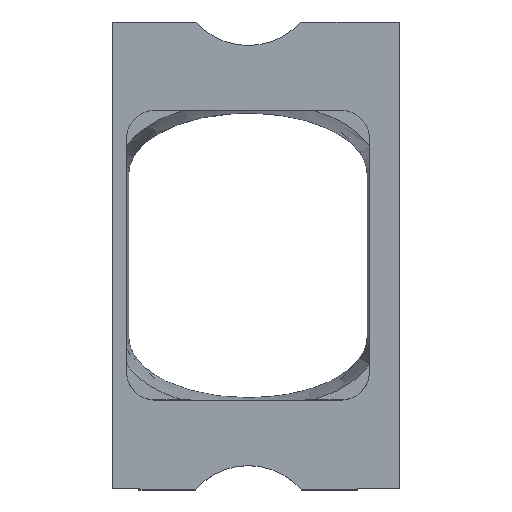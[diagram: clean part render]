
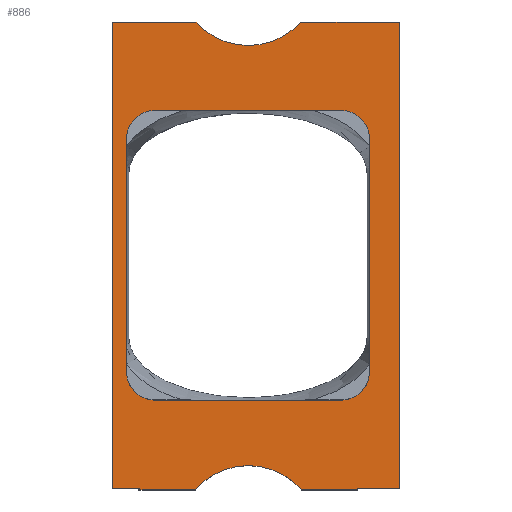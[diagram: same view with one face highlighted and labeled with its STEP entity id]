
A CAD part, top view. The second image highlights one B-rep face of the part: STEP entity #886.
In plain terms, the highlighted planar face has unit normal (0, 0, 1).
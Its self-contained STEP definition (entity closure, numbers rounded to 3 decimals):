
#16=FACE_BOUND('',#172,.T.);
#31=CIRCLE('',#914,1.2);
#32=CIRCLE('',#916,1.2);
#33=CIRCLE('',#918,1.2);
#34=CIRCLE('',#921,1.2);
#36=CIRCLE('',#927,8.5);
#38=CIRCLE('',#932,5.075);
#40=CIRCLE('',#936,3.);
#42=CIRCLE('',#940,5.075);
#44=CIRCLE('',#946,5.075);
#46=CIRCLE('',#950,3.);
#48=CIRCLE('',#954,5.075);
#74=PLANE('',#958);
#122=FACE_OUTER_BOUND('',#171,.T.);
#171=EDGE_LOOP('',(#801,#802,#803,#804,#805,#806,#807,#808,#809,#810,#811,
#812,#813,#814,#815,#816,#817,#818));
#172=EDGE_LOOP('',(#819,#820,#821,#822,#823,#824,#825,#826));
#189=LINE('',#1626,#271);
#194=LINE('',#1636,#276);
#201=LINE('',#1656,#283);
#212=LINE('',#1782,#294);
#215=LINE('',#1833,#297);
#220=LINE('',#1847,#302);
#223=LINE('',#1853,#305);
#227=LINE('',#1865,#309);
#231=LINE('',#1877,#313);
#235=LINE('',#1889,#317);
#238=LINE('',#1895,#320);
#241=LINE('',#1901,#323);
#245=LINE('',#1913,#327);
#249=LINE('',#1925,#331);
#253=LINE('',#1936,#335);
#271=VECTOR('',#983,10.);
#276=VECTOR('',#990,10.);
#283=VECTOR('',#1011,10.);
#294=VECTOR('',#1038,10.);
#297=VECTOR('',#1053,10.);
#302=VECTOR('',#1066,10.);
#305=VECTOR('',#1071,10.);
#309=VECTOR('',#1083,10.);
#313=VECTOR('',#1095,10.);
#317=VECTOR('',#1107,10.);
#320=VECTOR('',#1112,10.);
#323=VECTOR('',#1117,10.);
#327=VECTOR('',#1129,10.);
#331=VECTOR('',#1141,10.);
#335=VECTOR('',#1153,10.);
#386=VERTEX_POINT('',#1623);
#387=VERTEX_POINT('',#1625);
#390=VERTEX_POINT('',#1633);
#391=VERTEX_POINT('',#1635);
#396=VERTEX_POINT('',#1653);
#397=VERTEX_POINT('',#1655);
#403=VERTEX_POINT('',#1774);
#405=VERTEX_POINT('',#1780);
#407=VERTEX_POINT('',#1831);
#408=VERTEX_POINT('',#1832);
#411=VERTEX_POINT('',#1840);
#413=VERTEX_POINT('',#1846);
#415=VERTEX_POINT('',#1852);
#417=VERTEX_POINT('',#1858);
#419=VERTEX_POINT('',#1864);
#421=VERTEX_POINT('',#1870);
#423=VERTEX_POINT('',#1876);
#425=VERTEX_POINT('',#1882);
#427=VERTEX_POINT('',#1888);
#429=VERTEX_POINT('',#1894);
#431=VERTEX_POINT('',#1900);
#433=VERTEX_POINT('',#1906);
#435=VERTEX_POINT('',#1912);
#437=VERTEX_POINT('',#1918);
#439=VERTEX_POINT('',#1924);
#441=VERTEX_POINT('',#1930);
#479=EDGE_CURVE('',#387,#386,#189,.T.);
#484=EDGE_CURVE('',#391,#390,#194,.T.);
#494=EDGE_CURVE('',#397,#396,#201,.T.);
#505=EDGE_CURVE('',#386,#391,#31,.T.);
#506=EDGE_CURVE('',#390,#397,#32,.T.);
#507=EDGE_CURVE('',#396,#403,#33,.T.);
#511=EDGE_CURVE('',#403,#405,#212,.T.);
#512=EDGE_CURVE('',#405,#387,#34,.T.);
#517=EDGE_CURVE('',#407,#408,#215,.T.);
#521=EDGE_CURVE('',#407,#411,#36,.T.);
#524=EDGE_CURVE('',#413,#411,#220,.T.);
#527=EDGE_CURVE('',#415,#413,#223,.T.);
#530=EDGE_CURVE('',#417,#415,#38,.T.);
#533=EDGE_CURVE('',#419,#417,#227,.T.);
#536=EDGE_CURVE('',#419,#421,#40,.T.);
#539=EDGE_CURVE('',#423,#421,#231,.T.);
#542=EDGE_CURVE('',#425,#423,#42,.T.);
#545=EDGE_CURVE('',#427,#425,#235,.T.);
#548=EDGE_CURVE('',#429,#427,#238,.T.);
#551=EDGE_CURVE('',#431,#429,#241,.T.);
#554=EDGE_CURVE('',#433,#431,#44,.T.);
#557=EDGE_CURVE('',#435,#433,#245,.T.);
#560=EDGE_CURVE('',#435,#437,#46,.T.);
#563=EDGE_CURVE('',#439,#437,#249,.T.);
#566=EDGE_CURVE('',#441,#439,#48,.T.);
#569=EDGE_CURVE('',#408,#441,#253,.T.);
#801=ORIENTED_EDGE('',*,*,#569,.F.);
#802=ORIENTED_EDGE('',*,*,#517,.F.);
#803=ORIENTED_EDGE('',*,*,#521,.T.);
#804=ORIENTED_EDGE('',*,*,#524,.F.);
#805=ORIENTED_EDGE('',*,*,#527,.F.);
#806=ORIENTED_EDGE('',*,*,#530,.F.);
#807=ORIENTED_EDGE('',*,*,#533,.F.);
#808=ORIENTED_EDGE('',*,*,#536,.T.);
#809=ORIENTED_EDGE('',*,*,#539,.F.);
#810=ORIENTED_EDGE('',*,*,#542,.F.);
#811=ORIENTED_EDGE('',*,*,#545,.F.);
#812=ORIENTED_EDGE('',*,*,#548,.F.);
#813=ORIENTED_EDGE('',*,*,#551,.F.);
#814=ORIENTED_EDGE('',*,*,#554,.F.);
#815=ORIENTED_EDGE('',*,*,#557,.F.);
#816=ORIENTED_EDGE('',*,*,#560,.T.);
#817=ORIENTED_EDGE('',*,*,#563,.F.);
#818=ORIENTED_EDGE('',*,*,#566,.F.);
#819=ORIENTED_EDGE('',*,*,#479,.T.);
#820=ORIENTED_EDGE('',*,*,#505,.T.);
#821=ORIENTED_EDGE('',*,*,#484,.T.);
#822=ORIENTED_EDGE('',*,*,#506,.T.);
#823=ORIENTED_EDGE('',*,*,#494,.T.);
#824=ORIENTED_EDGE('',*,*,#507,.T.);
#825=ORIENTED_EDGE('',*,*,#511,.T.);
#826=ORIENTED_EDGE('',*,*,#512,.T.);
#886=ADVANCED_FACE('',(#122,#16),#74,.F.);
#914=AXIS2_PLACEMENT_3D('',#1770,#1023,#1024);
#916=AXIS2_PLACEMENT_3D('',#1772,#1027,#1028);
#918=AXIS2_PLACEMENT_3D('',#1775,#1031,#1032);
#921=AXIS2_PLACEMENT_3D('',#1784,#1041,#1042);
#927=AXIS2_PLACEMENT_3D('',#1841,#1059,#1060);
#932=AXIS2_PLACEMENT_3D('',#1859,#1076,#1077);
#936=AXIS2_PLACEMENT_3D('',#1871,#1088,#1089);
#940=AXIS2_PLACEMENT_3D('',#1883,#1100,#1101);
#946=AXIS2_PLACEMENT_3D('',#1907,#1122,#1123);
#950=AXIS2_PLACEMENT_3D('',#1919,#1134,#1135);
#954=AXIS2_PLACEMENT_3D('',#1931,#1146,#1147);
#958=AXIS2_PLACEMENT_3D('',#1939,#1157,#1158);
#983=DIRECTION('',(1.,0.,0.));
#990=DIRECTION('',(0.,-1.,0.));
#1011=DIRECTION('',(-1.,0.,0.));
#1023=DIRECTION('center_axis',(0.,0.,-1.));
#1024=DIRECTION('ref_axis',(0.,1.,0.));
#1027=DIRECTION('center_axis',(0.,0.,-1.));
#1028=DIRECTION('ref_axis',(1.,0.,0.));
#1031=DIRECTION('center_axis',(0.,0.,-1.));
#1032=DIRECTION('ref_axis',(0.,-1.,0.));
#1038=DIRECTION('',(0.,1.,0.));
#1041=DIRECTION('center_axis',(0.,0.,-1.));
#1042=DIRECTION('ref_axis',(-1.,0.,0.));
#1053=DIRECTION('',(0.,1.,0.));
#1059=DIRECTION('center_axis',(0.,0.,-1.));
#1060=DIRECTION('ref_axis',(1.,0.004,0.));
#1066=DIRECTION('',(0.,1.,0.));
#1071=DIRECTION('',(-1.,0.,0.));
#1076=DIRECTION('center_axis',(0.,0.,-1.));
#1077=DIRECTION('ref_axis',(-0.923,0.386,0.));
#1083=DIRECTION('',(-1.,0.,0.));
#1088=DIRECTION('center_axis',(0.,0.,-1.));
#1089=DIRECTION('ref_axis',(-0.758,0.652,0.));
#1095=DIRECTION('',(-1.,0.,0.));
#1100=DIRECTION('center_axis',(0.,0.,-1.));
#1101=DIRECTION('ref_axis',(0.919,0.395,0.));
#1107=DIRECTION('',(-1.,0.,0.));
#1112=DIRECTION('',(0.,-1.,0.));
#1117=DIRECTION('',(1.,0.,0.));
#1122=DIRECTION('center_axis',(0.,0.,-1.));
#1123=DIRECTION('ref_axis',(0.92,-0.393,0.));
#1129=DIRECTION('',(1.,0.,0.));
#1134=DIRECTION('center_axis',(0.,0.,-1.));
#1135=DIRECTION('ref_axis',(0.747,-0.665,0.));
#1141=DIRECTION('',(1.,0.,0.));
#1146=DIRECTION('center_axis',(0.,0.,-1.));
#1147=DIRECTION('ref_axis',(-0.919,-0.395,0.));
#1153=DIRECTION('',(1.,0.,0.));
#1157=DIRECTION('center_axis',(0.,0.,-1.));
#1158=DIRECTION('ref_axis',(1.,0.,0.));
#1623=CARTESIAN_POINT('',(4.,6.2,-29.55));
#1625=CARTESIAN_POINT('',(-4.,6.2,-29.55));
#1626=CARTESIAN_POINT('',(2.357,6.2,-29.55));
#1633=CARTESIAN_POINT('',(5.2,-5.,-29.55));
#1635=CARTESIAN_POINT('',(5.2,5.,-29.55));
#1636=CARTESIAN_POINT('',(5.2,-2.511,-29.55));
#1653=CARTESIAN_POINT('',(-4.,-6.2,-29.55));
#1655=CARTESIAN_POINT('',(4.,-6.2,-29.55));
#1656=CARTESIAN_POINT('',(-1.643,-6.2,-29.55));
#1770=CARTESIAN_POINT('Origin',(4.,5.,-29.55));
#1772=CARTESIAN_POINT('Origin',(4.,-5.,-29.55));
#1774=CARTESIAN_POINT('',(-5.2,-5.,-29.55));
#1775=CARTESIAN_POINT('Origin',(-4.,-5.,-29.55));
#1780=CARTESIAN_POINT('',(-5.2,5.,-29.55));
#1782=CARTESIAN_POINT('',(-5.2,2.489,-29.55));
#1784=CARTESIAN_POINT('Origin',(-4.,5.,-29.55));
#1831=CARTESIAN_POINT('',(-5.814,0.03,-29.55));
#1832=CARTESIAN_POINT('',(-5.814,9.992,-29.55));
#1833=CARTESIAN_POINT('',(-5.814,0.03,-29.55));
#1840=CARTESIAN_POINT('',(-5.814,-0.034,-29.55));
#1841=CARTESIAN_POINT('Origin',(-14.314,-0.002,
-29.55));
#1846=CARTESIAN_POINT('',(-5.814,-10.,-29.55));
#1847=CARTESIAN_POINT('',(-5.814,-10.,-29.55));
#1852=CARTESIAN_POINT('',(-4.65,-10.,-29.55));
#1853=CARTESIAN_POINT('',(-4.65,-10.,-29.55));
#1858=CARTESIAN_POINT('',(-4.669,-10.045,-29.55));
#1859=CARTESIAN_POINT('Origin',(0.013,-12.002,-29.55));
#1864=CARTESIAN_POINT('',(-2.261,-10.045,-29.55));
#1865=CARTESIAN_POINT('',(-2.261,-10.045,-29.55));
#1870=CARTESIAN_POINT('',(2.287,-10.045,-29.55));
#1871=CARTESIAN_POINT('Origin',(0.013,-12.002,-29.55));
#1876=CARTESIAN_POINT('',(4.696,-10.045,-29.55));
#1877=CARTESIAN_POINT('',(4.696,-10.045,-29.55));
#1882=CARTESIAN_POINT('',(4.676,-10.,-29.55));
#1883=CARTESIAN_POINT('Origin',(0.013,-12.002,-29.55));
#1888=CARTESIAN_POINT('',(6.5,-10.,-29.55));
#1889=CARTESIAN_POINT('',(6.5,-10.,-29.55));
#1894=CARTESIAN_POINT('',(6.5,9.992,-29.55));
#1895=CARTESIAN_POINT('',(6.5,9.992,-29.55));
#1900=CARTESIAN_POINT('',(4.676,9.992,-29.55));
#1901=CARTESIAN_POINT('',(4.676,9.992,-29.55));
#1906=CARTESIAN_POINT('',(4.68,10.,-29.55));
#1907=CARTESIAN_POINT('Origin',(0.013,11.995,-29.55));
#1912=CARTESIAN_POINT('',(2.254,10.,-29.55));
#1913=CARTESIAN_POINT('',(2.254,10.,-29.55));
#1918=CARTESIAN_POINT('',(-2.228,10.,-29.55));
#1919=CARTESIAN_POINT('Origin',(0.013,11.995,-29.55));
#1924=CARTESIAN_POINT('',(-4.653,10.,-29.55));
#1925=CARTESIAN_POINT('',(-4.653,10.,-29.55));
#1930=CARTESIAN_POINT('',(-4.65,9.992,-29.55));
#1931=CARTESIAN_POINT('Origin',(0.013,11.995,-29.55));
#1936=CARTESIAN_POINT('',(-5.814,9.992,-29.55));
#1939=CARTESIAN_POINT('Origin',(0.714,-0.023,-29.55));
